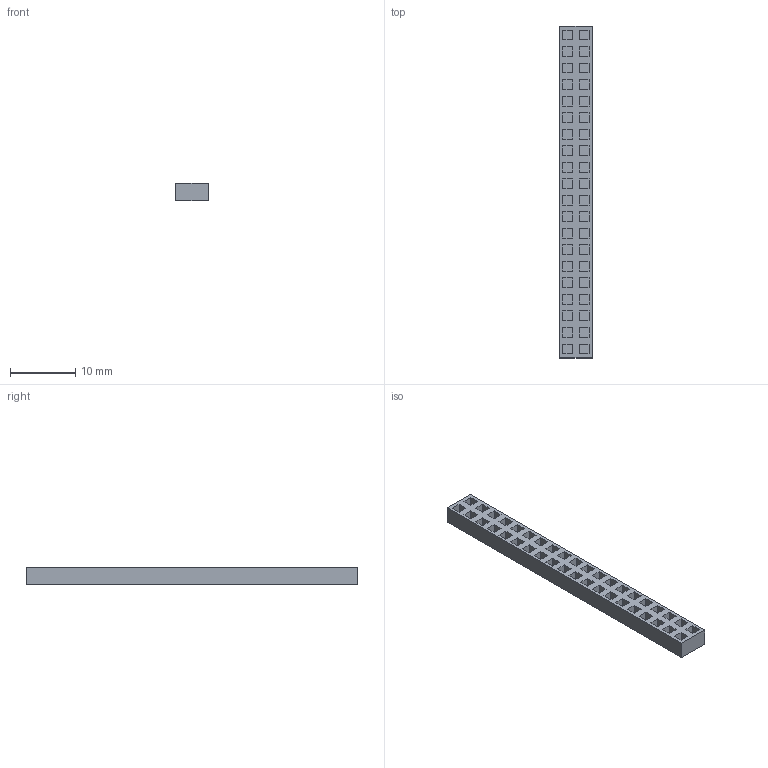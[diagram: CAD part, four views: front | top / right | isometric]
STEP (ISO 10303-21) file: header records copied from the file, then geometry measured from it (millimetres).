
FILE_DESCRIPTION(/* description */ (''),/* implementation_level */ '2;1');
FILE_NAME(/* name */ 'HEADER~1',/* time_stamp */ '2017-09-15T15:41:45+02:00',/* author */ (''),/* organization */ (''),/* preprocessor_version */ 'ST-DEVELOPER v15',/* originating_system */ '',/* authorisation */ '');
FILE_SCHEMA (('AUTOMOTIVE_DESIGN_CC2'));
Length unit declared in the file: millimetre
Products named in the file (1): Document
Bounding box: 5 x 51 x 2.7 mm (x, y, z)
Volume: 535.5 mm3; surface area: 1220.4 mm2
Topology: 1 solids, 1 shells, 206 faces, 492 edges, 328 vertices
Faces by surface type: bspline 206
Entity records: 10775 total; most frequent: CARTESIAN_POINT 4106, B_SPLINE_CURVE_WITH_KNOTS 1476, ORIENTED_EDGE 984, PCURVE 984, DEFINITIONAL_REPRESENTATION 984, SURFACE_CURVE 492, EDGE_CURVE 492, VERTEX_POINT 328
